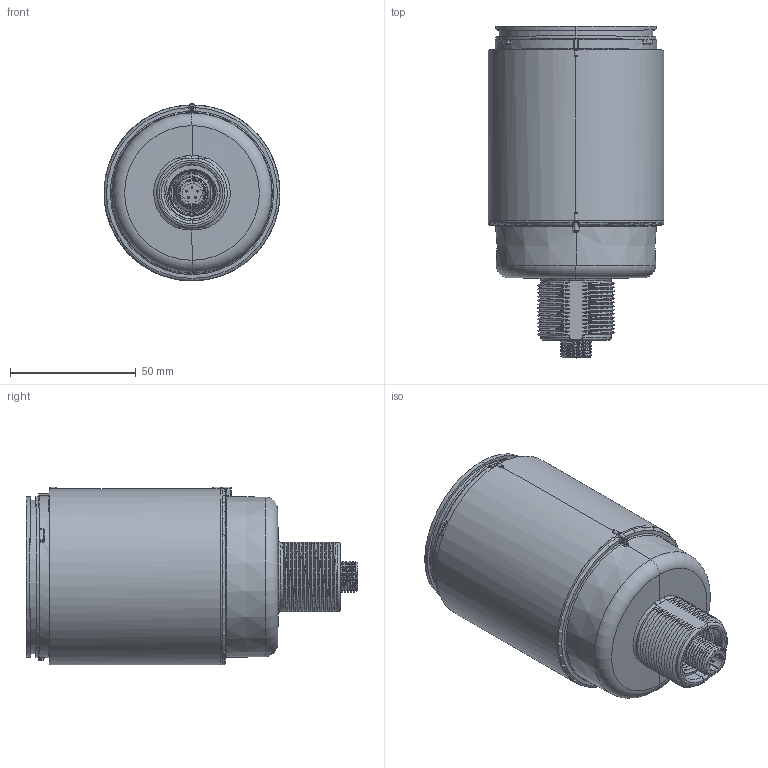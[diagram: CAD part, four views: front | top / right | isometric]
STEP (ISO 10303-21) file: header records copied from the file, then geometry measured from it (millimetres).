
FILE_DESCRIPTION((''),'2;1');
FILE_NAME('191441_ASM','2016-11-14T',('pdmadmin'),('BANNER ENGINEERING'),'CREO PARAMETRIC BY PTC INC, 2016260','CREO PARAMETRIC BY PTC INC, 2016260','');
FILE_SCHEMA(('CONFIG_CONTROL_DESIGN'));
Length unit declared in the file: millimetre
Products named in the file (7): 180077; 190540; 191171; 30498; 178930; 140249; 191441_ASM
Assembly tree (8 placements, depth 2):
  191441_ASM
    180077
    190540
    191171
    30498
    178930
    140249  x3
Bounding box: 70 x 132 x 70.75 mm (x, y, z)
Volume: 104287.6 mm3; surface area: 71718.3 mm2
Topology: 8 solids, 11 shells, 1548 faces, 4560 edges, 2977 vertices
Faces by surface type: cylinder 545, bspline 531, plane 206, cone 105, torus 105, sphere 56
Entity records: 78792 total; most frequent: CARTESIAN_POINT 52704, ORIENTED_EDGE 5909, DIRECTION 4369, EDGE_CURVE 3170, VERTEX_POINT 1977, AXIS2_PLACEMENT_3D 1785, B_SPLINE_CURVE_WITH_KNOTS 1426, EDGE_LOOP 1268
